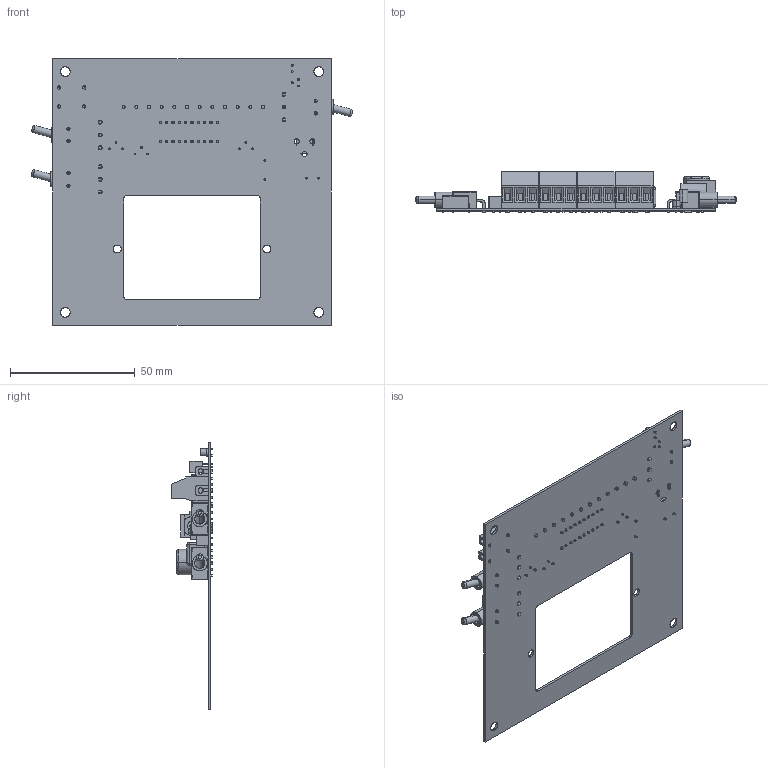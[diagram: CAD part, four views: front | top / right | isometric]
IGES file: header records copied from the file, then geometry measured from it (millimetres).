
Start section: SolidWorks IGES file using analytic representation for surfaces
Global section: file name: HTC  Eval Brd Assy wout HTC Module.IGS; native system: SolidWorks 2013; preprocessor: SolidWorks 2013; author: gniebel; date: 130305.111637; units: inch
Bounding box: 128.71 x 16.37 x 106.68 mm (x, y, z)
Surface area: 30861.8 mm2 (no closed solid volume)
Topology: 0 solids, 0 shells, 1112 faces, 10606 edges, 10597 vertices
Faces by surface type: bspline 820, revolution 292
